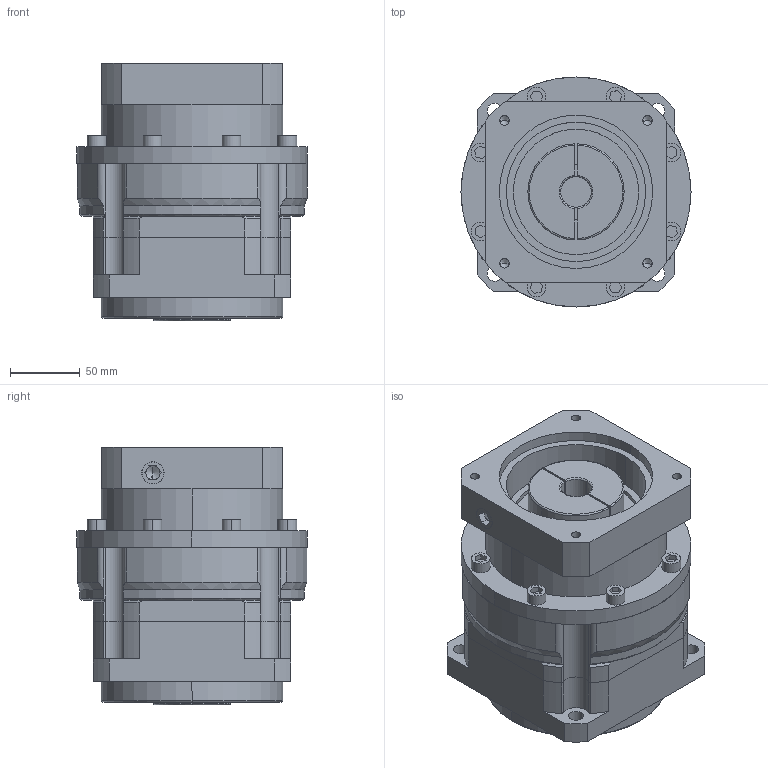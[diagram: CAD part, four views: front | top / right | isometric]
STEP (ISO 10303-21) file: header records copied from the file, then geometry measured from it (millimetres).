
FILE_DESCRIPTION (( 'STEP AP214' ), '1' );
FILE_NAME ('VGK142单级模型（22-55 110-5 4-9-145） 输入一体轴.STEP', '2018-12-03T07:09:53', ( 'Windows' ), ( 'Microsoft' ), 'SwSTEP 2.0', 'SolidWorks 2016', '' );
FILE_SCHEMA (( 'AUTOMOTIVE_DESIGN' ));
Length unit declared in the file: millimetre
Products named in the file (1): VGK142单级模型（22-55 110-5 4-9-145） 输入一体轴
Bounding box: 165 x 165 x 185 mm (x, y, z)
Volume: 2892356.8 mm3; surface area: 266570 mm2
Topology: 3 solids, 3 shells, 449 faces, 1103 edges, 714 vertices
Faces by surface type: plane 226, cylinder 183, cone 30, torus 10
Entity records: 14084 total; most frequent: CARTESIAN_POINT 2531, DIRECTION 2361, ORIENTED_EDGE 2182, EDGE_CURVE 1091, AXIS2_PLACEMENT_3D 864, VERTEX_POINT 714, LINE 633, VECTOR 633
